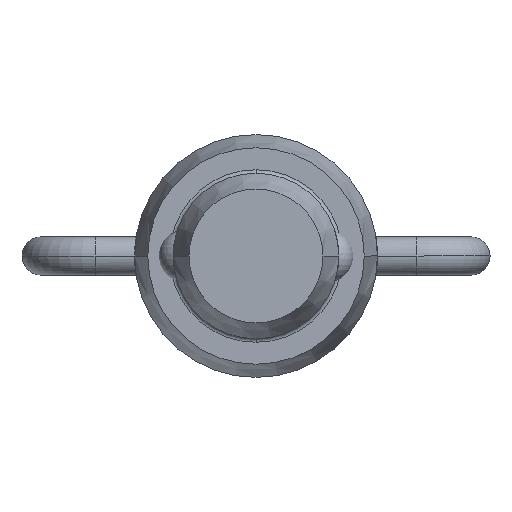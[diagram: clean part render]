
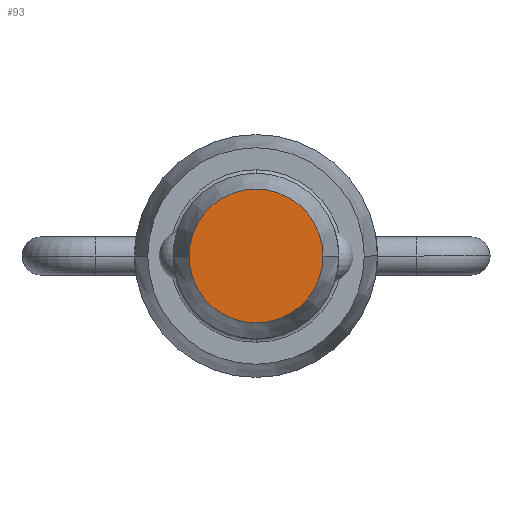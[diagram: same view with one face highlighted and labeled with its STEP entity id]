
A CAD part, front view. The second image highlights one B-rep face of the part: STEP entity #93.
In plain terms, the highlighted planar face has unit normal (0, -1, 0).
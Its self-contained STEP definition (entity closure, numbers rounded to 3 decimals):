
#93=ADVANCED_FACE('',(#207),#208,.T.);
#207=FACE_OUTER_BOUND('',#340,.T.);
#208=PLANE('',#341);
#340=EDGE_LOOP('',(#550,#551));
#341=AXIS2_PLACEMENT_3D('',#552,#553,#554);
#550=ORIENTED_EDGE('',*,*,#860,.T.);
#551=ORIENTED_EDGE('',*,*,#861,.T.);
#552=CARTESIAN_POINT('',(-2.381,-34.671,0.0));
#553=DIRECTION('',(0.,-1.0,0.0));
#554=DIRECTION('',(1.0,0.,0.0));
#860=EDGE_CURVE('',#1043,#1044,#1045,.T.);
#861=EDGE_CURVE('',#1044,#1043,#1046,.T.);
#1043=VERTEX_POINT('',#1368);
#1044=VERTEX_POINT('',#1369);
#1045=CIRCLE('',#1370,3.853);
#1046=CIRCLE('',#1371,3.853);
#1368=CARTESIAN_POINT('',(-3.853,-34.671,0.0));
#1369=CARTESIAN_POINT('',(3.853,-34.671,0.));
#1370=AXIS2_PLACEMENT_3D('',#1653,#1654,#1655);
#1371=AXIS2_PLACEMENT_3D('',#1656,#1657,#1658);
#1653=CARTESIAN_POINT('',(0.0,-34.671,0.0));
#1654=DIRECTION('',(0.,-1.0,0.0));
#1655=DIRECTION('',(-1.0,0.,0.0));
#1656=CARTESIAN_POINT('',(0.0,-34.671,0.0));
#1657=DIRECTION('',(0.,-1.0,0.0));
#1658=DIRECTION('',(-1.0,0.,0.0));
